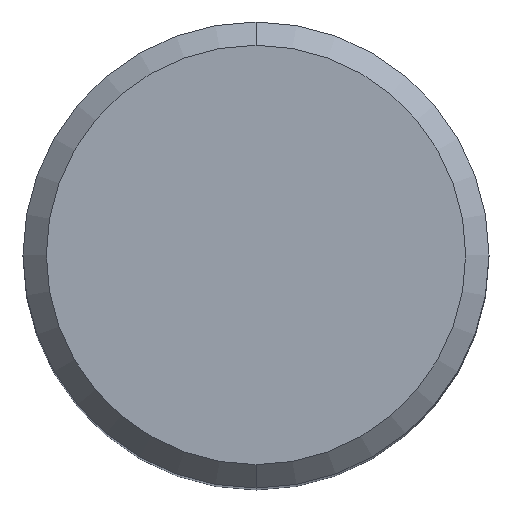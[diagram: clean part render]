
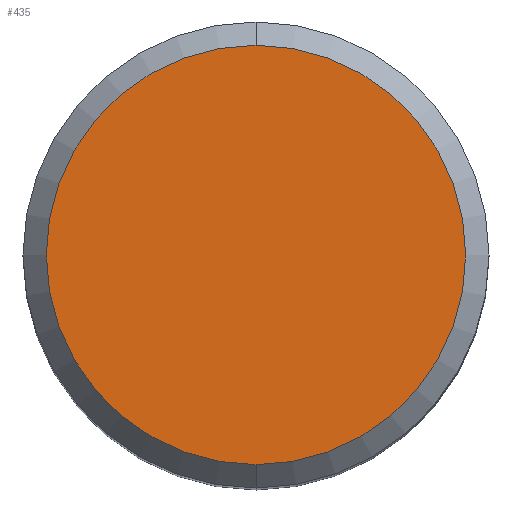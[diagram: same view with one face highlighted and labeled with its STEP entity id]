
A CAD part, top view. The second image highlights one B-rep face of the part: STEP entity #435.
In plain terms, the highlighted planar face has unit normal (0, 0, 1).
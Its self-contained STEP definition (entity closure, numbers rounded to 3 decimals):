
#361=EDGE_CURVE('',#527,#643,#898,.T.);
#435=ADVANCED_FACE('',(#981),#982,.T.);
#527=VERTEX_POINT('',#1082);
#631=EDGE_CURVE('',#643,#527,#1193,.T.);
#643=VERTEX_POINT('',#1206);
#898=CIRCLE('',#2518,9.0);
#981=FACE_OUTER_BOUND('',#4482,.T.);
#982=PLANE('',#4483);
#1082=CARTESIAN_POINT('',(0.,-9.0,0.0));
#1193=CIRCLE('',#6581,9.0);
#1206=CARTESIAN_POINT('',(0.0,9.0,0.0));
#2518=AXIS2_PLACEMENT_3D('',#8611,#8612,#8613);
#4482=EDGE_LOOP('',(#8699,#8700));
#4483=AXIS2_PLACEMENT_3D('',#8701,#8702,#8703);
#6581=AXIS2_PLACEMENT_3D('',#8911,#8912,#8913);
#8611=CARTESIAN_POINT('',(0.0,0.0,0.0));
#8612=DIRECTION('',(0.0,0.0,-1.0));
#8613=DIRECTION('',(0.0,1.0,0.0));
#8699=ORIENTED_EDGE('',*,*,#631,.F.);
#8700=ORIENTED_EDGE('',*,*,#361,.F.);
#8701=CARTESIAN_POINT('',(0.0,4.5,0.0));
#8702=DIRECTION('',(-0.0,0.0,1.0));
#8703=DIRECTION('',(0.0,-1.0,0.0));
#8911=CARTESIAN_POINT('',(0.0,0.0,0.0));
#8912=DIRECTION('',(0.0,0.0,-1.0));
#8913=DIRECTION('',(0.0,1.0,0.0));
